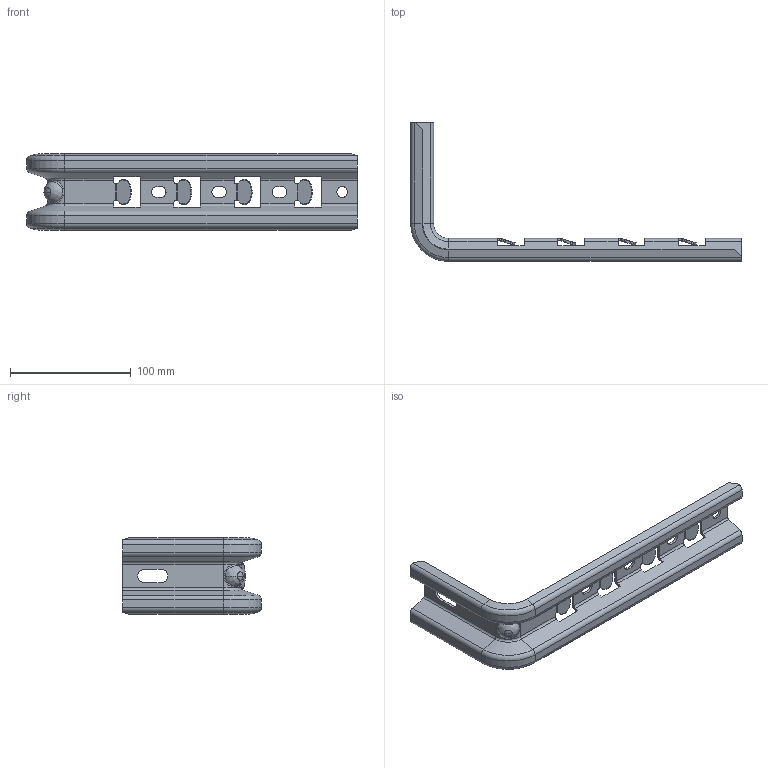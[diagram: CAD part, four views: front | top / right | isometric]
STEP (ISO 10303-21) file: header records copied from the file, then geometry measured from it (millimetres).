
FILE_DESCRIPTION((''),'2;1');
FILE_NAME('900620_PRT','2018-11-16T12:23:31',('tomasz.grudniewski'),(''),'CREO PARAMETRIC BY PTC INC, 2018260','CREO PARAMETRIC BY PTC INC, 2018260','');
FILE_SCHEMA(('CONFIG_CONTROL_DESIGN'));
Length unit declared in the file: millimetre
Products named in the file (1): 900620_PRT
Bounding box: 274 x 115 x 63.43 mm (x, y, z)
Volume: 64253.9 mm3; surface area: 67714.6 mm2
Topology: 1 solids, 1 shells, 669 faces, 1745 edges, 1082 vertices
Faces by surface type: plane 493, cylinder 134, bspline 16, torus 12, cone 10, sphere 4
Entity records: 25183 total; most frequent: CARTESIAN_POINT 8724, ORIENTED_EDGE 3482, DIRECTION 3285, EDGE_CURVE 1741, VECTOR 1439, LINE 1439, VERTEX_POINT 1082, AXIS2_PLACEMENT_3D 923
